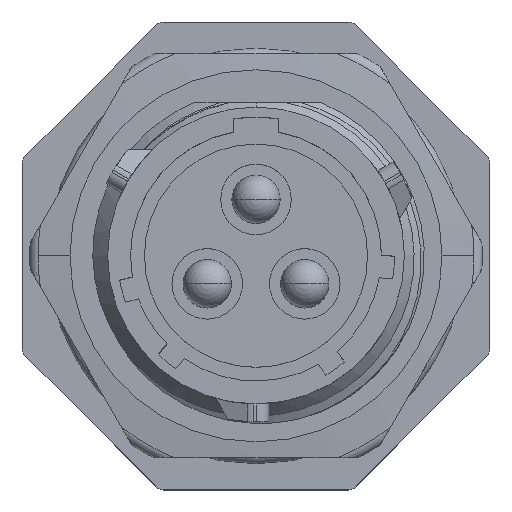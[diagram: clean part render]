
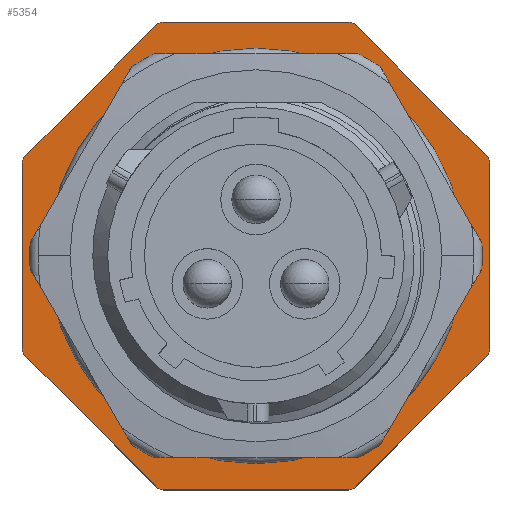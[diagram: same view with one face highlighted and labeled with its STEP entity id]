
A CAD part, top view. The second image highlights one B-rep face of the part: STEP entity #5354.
In plain terms, the highlighted planar face has unit normal (0, 0, 1).
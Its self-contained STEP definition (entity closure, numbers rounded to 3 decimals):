
#424=CARTESIAN_POINT('',(6.917,16.7,2.3));
#425=DIRECTION('',(0.,0.,1.));
#426=DIRECTION('',(0.707,0.707,0.));
#427=AXIS2_PLACEMENT_3D('',#424,#425,#426);
#442=CARTESIAN_POINT('',(16.7,6.917,2.3));
#443=DIRECTION('',(0.,0.,1.));
#444=DIRECTION('',(1.,0.,0.));
#445=AXIS2_PLACEMENT_3D('',#442,#443,#444);
#460=CARTESIAN_POINT('',(16.7,-6.917,2.3));
#461=DIRECTION('',(0.,0.,1.));
#462=DIRECTION('',(0.707,-0.707,0.));
#463=AXIS2_PLACEMENT_3D('',#460,#461,#462);
#478=CARTESIAN_POINT('',(6.917,-16.7,2.3));
#479=DIRECTION('',(0.,0.,1.));
#480=DIRECTION('',(0.,-1.,0.));
#481=AXIS2_PLACEMENT_3D('',#478,#479,#480);
#496=CARTESIAN_POINT('',(-6.917,-16.7,2.3));
#497=DIRECTION('',(0.,0.,1.));
#498=DIRECTION('',(-0.707,-0.707,0.));
#499=AXIS2_PLACEMENT_3D('',#496,#497,#498);
#514=CARTESIAN_POINT('',(-16.7,-6.917,2.3));
#515=DIRECTION('',(0.,0.,1.));
#516=DIRECTION('',(-1.,0.,0.));
#517=AXIS2_PLACEMENT_3D('',#514,#515,#516);
#532=CARTESIAN_POINT('',(-16.7,6.917,2.3));
#533=DIRECTION('',(0.,0.,1.));
#534=DIRECTION('',(-0.707,0.707,0.));
#535=AXIS2_PLACEMENT_3D('',#532,#533,#534);
#550=CARTESIAN_POINT('',(-6.917,16.7,2.3));
#551=DIRECTION('',(0.,0.,1.));
#552=DIRECTION('',(0.,1.,0.));
#553=AXIS2_PLACEMENT_3D('',#550,#551,#552);
#564=DIRECTION('',(0.707,-0.707,0.));
#565=VECTOR('',#564,13.835);
#566=CARTESIAN_POINT('',(7.448,17.23,2.3));
#567=LINE('',#566,#565);
#568=DIRECTION('',(0.,-1.,0.));
#569=VECTOR('',#568,13.835);
#570=CARTESIAN_POINT('',(17.45,6.917,2.3));
#571=LINE('',#570,#569);
#572=DIRECTION('',(-0.707,-0.707,0.));
#573=VECTOR('',#572,13.835);
#574=CARTESIAN_POINT('',(17.23,-7.448,2.3));
#575=LINE('',#574,#573);
#576=DIRECTION('',(-1.,0.,0.));
#577=VECTOR('',#576,13.835);
#578=CARTESIAN_POINT('',(6.917,-17.45,2.3));
#579=LINE('',#578,#577);
#580=DIRECTION('',(-0.707,0.707,0.));
#581=VECTOR('',#580,13.835);
#582=CARTESIAN_POINT('',(-7.448,-17.23,2.3));
#583=LINE('',#582,#581);
#584=DIRECTION('',(0.,1.,0.));
#585=VECTOR('',#584,13.835);
#586=CARTESIAN_POINT('',(-17.45,-6.917,2.3));
#587=LINE('',#586,#585);
#588=DIRECTION('',(0.707,0.707,0.));
#589=VECTOR('',#588,13.835);
#590=CARTESIAN_POINT('',(-17.23,7.448,2.3));
#591=LINE('',#590,#589);
#592=DIRECTION('',(1.,0.,0.));
#593=VECTOR('',#592,13.835);
#594=CARTESIAN_POINT('',(-6.917,17.45,2.3));
#595=LINE('',#594,#593);
#596=CARTESIAN_POINT('',(0.,0.,2.3));
#597=DIRECTION('',(0.,0.,1.));
#598=DIRECTION('',(-1.,0.,0.));
#599=AXIS2_PLACEMENT_3D('',#596,#597,#598);
#601=CARTESIAN_POINT('',(0.,0.,2.3));
#602=DIRECTION('',(0.,0.,1.));
#603=DIRECTION('',(1.,0.,0.));
#604=AXIS2_PLACEMENT_3D('',#601,#602,#603);
#3826=CARTESIAN_POINT('',(7.448,17.23,2.3));
#3828=VERTEX_POINT('',#3826);
#3829=CARTESIAN_POINT('',(6.917,17.45,2.3));
#3830=VERTEX_POINT('',#3829);
#3834=CARTESIAN_POINT('',(17.45,6.917,2.3));
#3836=VERTEX_POINT('',#3834);
#3837=CARTESIAN_POINT('',(17.23,7.448,2.3));
#3838=VERTEX_POINT('',#3837);
#3842=CARTESIAN_POINT('',(17.23,-7.448,2.3));
#3844=VERTEX_POINT('',#3842);
#3845=CARTESIAN_POINT('',(17.45,-6.917,2.3));
#3846=VERTEX_POINT('',#3845);
#3850=CARTESIAN_POINT('',(-6.917,17.45,2.3));
#3852=VERTEX_POINT('',#3850);
#3853=CARTESIAN_POINT('',(-7.448,17.23,2.3));
#3854=VERTEX_POINT('',#3853);
#3858=CARTESIAN_POINT('',(6.917,-17.45,2.3));
#3860=VERTEX_POINT('',#3858);
#3861=CARTESIAN_POINT('',(7.448,-17.23,2.3));
#3862=VERTEX_POINT('',#3861);
#3866=CARTESIAN_POINT('',(-7.448,-17.23,2.3));
#3868=VERTEX_POINT('',#3866);
#3869=CARTESIAN_POINT('',(-6.917,-17.45,2.3));
#3870=VERTEX_POINT('',#3869);
#3874=CARTESIAN_POINT('',(-17.45,-6.917,2.3));
#3876=VERTEX_POINT('',#3874);
#3877=CARTESIAN_POINT('',(-17.23,-7.448,2.3));
#3878=VERTEX_POINT('',#3877);
#3882=CARTESIAN_POINT('',(-17.23,7.448,2.3));
#3884=VERTEX_POINT('',#3882);
#3885=CARTESIAN_POINT('',(-17.45,6.917,2.3));
#3886=VERTEX_POINT('',#3885);
#4147=CARTESIAN_POINT('',(-15.124,0.,2.3));
#4148=CARTESIAN_POINT('',(15.124,0.,2.3));
#4149=VERTEX_POINT('',#4147);
#4150=VERTEX_POINT('',#4148);
#5325=CARTESIAN_POINT('',(0.,0.,2.3));
#5326=DIRECTION('',(0.,0.,-1.));
#5327=DIRECTION('',(0.,-1.,0.));
#5328=AXIS2_PLACEMENT_3D('',#5325,#5326,#5327);
#5329=PLANE('',#5328);
#5330=ORIENTED_EDGE('',*,*,#5108,.F.);
#5331=ORIENTED_EDGE('',*,*,#5125,.T.);
#5332=ORIENTED_EDGE('',*,*,#5137,.F.);
#5333=ORIENTED_EDGE('',*,*,#5153,.T.);
#5334=ORIENTED_EDGE('',*,*,#5165,.F.);
#5335=ORIENTED_EDGE('',*,*,#5181,.T.);
#5336=ORIENTED_EDGE('',*,*,#5193,.F.);
#5337=ORIENTED_EDGE('',*,*,#5209,.T.);
#5338=ORIENTED_EDGE('',*,*,#5221,.F.);
#5339=ORIENTED_EDGE('',*,*,#5237,.T.);
#5340=ORIENTED_EDGE('',*,*,#5249,.F.);
#5341=ORIENTED_EDGE('',*,*,#5265,.T.);
#5342=ORIENTED_EDGE('',*,*,#5277,.F.);
#5343=ORIENTED_EDGE('',*,*,#5291,.T.);
#5344=ORIENTED_EDGE('',*,*,#5305,.F.);
#5345=ORIENTED_EDGE('',*,*,#5318,.T.);
#5346=EDGE_LOOP('',(#5330,#5331,#5332,#5333,#5334,#5335,#5336,#5337,#5338,#5339,
#5340,#5341,#5342,#5343,#5344,#5345));
#5347=FACE_OUTER_BOUND('',#5346,.F.);
#5349=ORIENTED_EDGE('',*,*,#5348,.T.);
#5351=ORIENTED_EDGE('',*,*,#5350,.T.);
#5352=EDGE_LOOP('',(#5349,#5351));
#5353=FACE_BOUND('',#5352,.F.);
#5354=ADVANCED_FACE('',(#5347,#5353),#5329,.F.);
#428=CIRCLE('',#427,0.75);
#446=CIRCLE('',#445,0.75);
#464=CIRCLE('',#463,0.75);
#482=CIRCLE('',#481,0.75);
#500=CIRCLE('',#499,0.75);
#518=CIRCLE('',#517,0.75);
#536=CIRCLE('',#535,0.75);
#554=CIRCLE('',#553,0.75);
#600=CIRCLE('',#599,15.124);
#605=CIRCLE('',#604,15.124);
#5108=EDGE_CURVE('',#3828,#3830,#428,.T.);
#5125=EDGE_CURVE('',#3828,#3838,#567,.T.);
#5137=EDGE_CURVE('',#3836,#3838,#446,.T.);
#5153=EDGE_CURVE('',#3836,#3846,#571,.T.);
#5165=EDGE_CURVE('',#3844,#3846,#464,.T.);
#5181=EDGE_CURVE('',#3844,#3862,#575,.T.);
#5193=EDGE_CURVE('',#3860,#3862,#482,.T.);
#5209=EDGE_CURVE('',#3860,#3870,#579,.T.);
#5221=EDGE_CURVE('',#3868,#3870,#500,.T.);
#5237=EDGE_CURVE('',#3868,#3878,#583,.T.);
#5249=EDGE_CURVE('',#3876,#3878,#518,.T.);
#5265=EDGE_CURVE('',#3876,#3886,#587,.T.);
#5277=EDGE_CURVE('',#3884,#3886,#536,.T.);
#5291=EDGE_CURVE('',#3884,#3854,#591,.T.);
#5305=EDGE_CURVE('',#3852,#3854,#554,.T.);
#5318=EDGE_CURVE('',#3852,#3830,#595,.T.);
#5348=EDGE_CURVE('',#4149,#4150,#600,.T.);
#5350=EDGE_CURVE('',#4150,#4149,#605,.T.);
